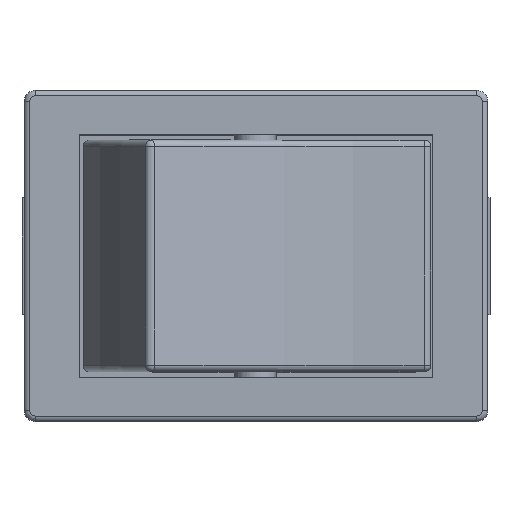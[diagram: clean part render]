
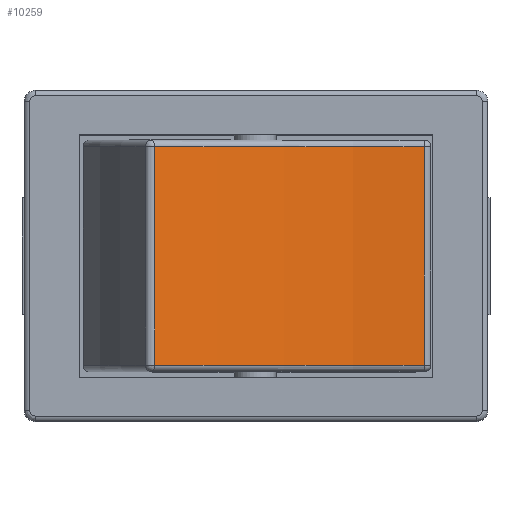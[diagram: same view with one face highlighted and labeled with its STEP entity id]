
A CAD part, top view. The second image highlights one B-rep face of the part: STEP entity #10259.
In plain terms, the highlighted cylindrical face has radius 22.611 mm (diameter 45.222 mm), a partial arc.
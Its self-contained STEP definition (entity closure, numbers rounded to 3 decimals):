
#195=CYLINDRICAL_SURFACE('',#10846,22.611);
#743=FACE_OUTER_BOUND('',#1318,.T.);
#1318=EDGE_LOOP('',(#9144,#9145,#9146,#9147));
#1417=CIRCLE('',#10825,22.611);
#1425=CIRCLE('',#10836,22.611);
#2652=LINE('',#16786,#3930);
#2653=LINE('',#16801,#3931);
#3930=VECTOR('',#13104,10.);
#3931=VECTOR('',#13123,10.);
#4880=VERTEX_POINT('',#16767);
#4881=VERTEX_POINT('',#16771);
#4884=VERTEX_POINT('',#16778);
#4891=VERTEX_POINT('',#16797);
#6300=EDGE_CURVE('',#4884,#4880,#2652,.T.);
#6307=EDGE_CURVE('',#4881,#4891,#2653,.T.);
#6309=EDGE_CURVE('',#4891,#4884,#1417,.T.);
#6317=EDGE_CURVE('',#4880,#4881,#1425,.T.);
#9144=ORIENTED_EDGE('',*,*,#6307,.F.);
#9145=ORIENTED_EDGE('',*,*,#6317,.F.);
#9146=ORIENTED_EDGE('',*,*,#6300,.F.);
#9147=ORIENTED_EDGE('',*,*,#6309,.F.);
#10259=ADVANCED_FACE('',(#743),#195,.F.);
#10825=AXIS2_PLACEMENT_3D('',#16804,#13127,#13128);
#10836=AXIS2_PLACEMENT_3D('',#16819,#13149,#13150);
#10846=AXIS2_PLACEMENT_3D('',#16840,#13174,#13175);
#13104=DIRECTION('',(0.,1.,0.));
#13123=DIRECTION('',(0.,-1.,0.));
#13127=DIRECTION('center_axis',(0.,1.,0.));
#13128=DIRECTION('ref_axis',(-0.277,0.,-0.961));
#13149=DIRECTION('center_axis',(0.,-1.,0.));
#13150=DIRECTION('ref_axis',(-0.277,0.,-0.961));
#13174=DIRECTION('center_axis',(0.,1.,0.));
#13175=DIRECTION('ref_axis',(-0.018,0.,1.));
#16767=CARTESIAN_POINT('',(-4.595,4.95,20.053));
#16771=CARTESIAN_POINT('',(7.622,4.95,16.532));
#16778=CARTESIAN_POINT('',(-4.595,-4.95,20.053));
#16786=CARTESIAN_POINT('',(-4.595,0.,20.053));
#16797=CARTESIAN_POINT('',(7.622,-4.95,16.532));
#16801=CARTESIAN_POINT('',(7.622,0.,16.532));
#16804=CARTESIAN_POINT('Origin',(7.523,-4.95,39.143));
#16819=CARTESIAN_POINT('Origin',(7.523,4.95,39.143));
#16840=CARTESIAN_POINT('Origin',(7.523,0.,39.143));
